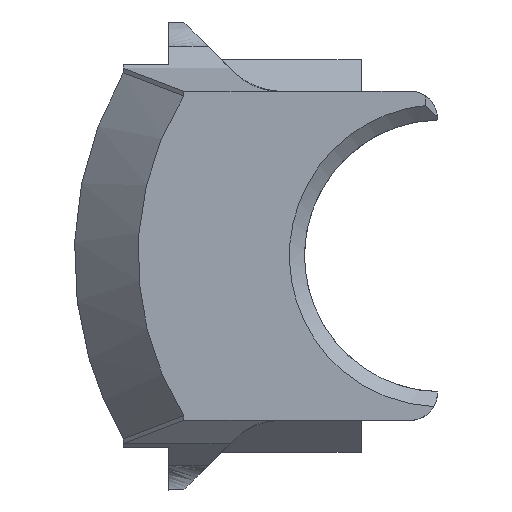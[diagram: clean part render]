
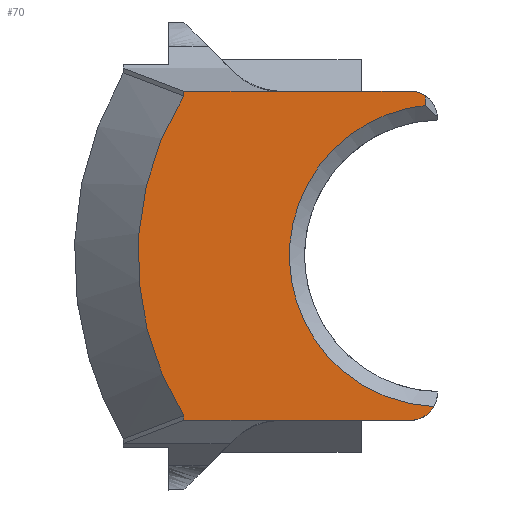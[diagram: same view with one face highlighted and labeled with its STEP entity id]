
A CAD part, top view. The second image highlights one B-rep face of the part: STEP entity #70.
In plain terms, the highlighted planar face has unit normal (0, 0, 1).
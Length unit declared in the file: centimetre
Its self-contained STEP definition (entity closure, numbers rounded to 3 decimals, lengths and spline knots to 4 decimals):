
#70=ADVANCED_FACE('',(#122),#889,.T.);
#122=FACE_OUTER_BOUND('',#174,.T.);
#174=EDGE_LOOP('',(#428,#429,#430,#431,#432,#433,#434,#435,#436,#437,#438));
#428=ORIENTED_EDGE('',*,*,#501,.F.);
#429=ORIENTED_EDGE('',*,*,#557,.T.);
#430=ORIENTED_EDGE('',*,*,#531,.T.);
#431=ORIENTED_EDGE('',*,*,#534,.T.);
#432=ORIENTED_EDGE('',*,*,#553,.T.);
#433=ORIENTED_EDGE('',*,*,#570,.T.);
#434=ORIENTED_EDGE('',*,*,#588,.T.);
#435=ORIENTED_EDGE('',*,*,#579,.T.);
#436=ORIENTED_EDGE('',*,*,#478,.T.);
#437=ORIENTED_EDGE('',*,*,#598,.T.);
#438=ORIENTED_EDGE('',*,*,#599,.F.);
#478=EDGE_CURVE('',#764,#765,#609,.T.);
#501=EDGE_CURVE('',#785,#784,#684,.T.);
#531=EDGE_CURVE('',#806,#807,#625,.T.);
#534=EDGE_CURVE('',#807,#813,#705,.T.);
#553=EDGE_CURVE('',#813,#825,#641,.T.);
#557=EDGE_CURVE('',#785,#806,#645,.T.);
#570=EDGE_CURVE('',#825,#830,#718,.T.);
#579=EDGE_CURVE('',#833,#764,#724,.T.);
#588=EDGE_CURVE('',#830,#833,#732,.T.);
#598=EDGE_CURVE('',#765,#838,#740,.T.);
#599=EDGE_CURVE('',#784,#838,#741,.T.);
#609=(
BOUNDED_CURVE()
B_SPLINE_CURVE(2,(#1402,#1403,#1404,#1405,#1406),.UNSPECIFIED.,.F.,.F.)
B_SPLINE_CURVE_WITH_KNOTS((3,2,3),(24.2373,30.0756,35.9138),
 .UNSPECIFIED.)
CURVE()
GEOMETRIC_REPRESENTATION_ITEM()
RATIONAL_B_SPLINE_CURVE((1.,0.961,1.,0.961,1.))
REPRESENTATION_ITEM('')
);
#625=(
BOUNDED_CURVE()
B_SPLINE_CURVE(2,(#1615,#1616,#1617,#1618,#1619),.UNSPECIFIED.,.F.,.F.)
B_SPLINE_CURVE_WITH_KNOTS((3,2,3),(-46.6869,-31.698,
-16.7092),.UNSPECIFIED.)
CURVE()
GEOMETRIC_REPRESENTATION_ITEM()
RATIONAL_B_SPLINE_CURVE((1.,0.732,1.,0.732,1.))
REPRESENTATION_ITEM('')
);
#641=(
BOUNDED_CURVE()
B_SPLINE_CURVE(2,(#1730,#1731,#1732),.UNSPECIFIED.,.F.,.F.)
B_SPLINE_CURVE_WITH_KNOTS((3,3),(112.0934,113.3057),
 .UNSPECIFIED.)
CURVE()
GEOMETRIC_REPRESENTATION_ITEM()
RATIONAL_B_SPLINE_CURVE((1.,0.957,1.))
REPRESENTATION_ITEM('')
);
#645=(
BOUNDED_CURVE()
B_SPLINE_CURVE(2,(#1740,#1741,#1742),.UNSPECIFIED.,.F.,.F.)
B_SPLINE_CURVE_WITH_KNOTS((3,3),(88.6816,90.7895),
 .UNSPECIFIED.)
CURVE()
GEOMETRIC_REPRESENTATION_ITEM()
RATIONAL_B_SPLINE_CURVE((1.,0.865,1.))
REPRESENTATION_ITEM('')
);
#684=B_SPLINE_CURVE_WITH_KNOTS('',1,(#1502,#1503),.UNSPECIFIED.,.F.,.F.,
(2,2),(-179.5441,-170.8009),.UNSPECIFIED.);
#705=B_SPLINE_CURVE_WITH_KNOTS('',3,(#1629,#1630,#1631,#1632),
 .UNSPECIFIED.,.F.,.F.,(4,4),(211.6296,212.2764),
 .UNSPECIFIED.);
#718=B_SPLINE_CURVE_WITH_KNOTS('',1,(#1774,#1775),.UNSPECIFIED.,.F.,.F.,
(2,2),(-15.,-6.2569),.UNSPECIFIED.);
#724=B_SPLINE_CURVE_WITH_KNOTS('',1,(#1805,#1806),.UNSPECIFIED.,.F.,.F.,
(2,2),(234.0224,234.3274),.UNSPECIFIED.);
#732=B_SPLINE_CURVE_WITH_KNOTS('',1,(#1832,#1833),.UNSPECIFIED.,.F.,.F.,
(2,2),(-6.2569,0.),.UNSPECIFIED.);
#740=B_SPLINE_CURVE_WITH_KNOTS('',1,(#1866,#1867),.UNSPECIFIED.,.F.,.F.,
(2,2),(157.9057,158.2108),.UNSPECIFIED.);
#741=B_SPLINE_CURVE_WITH_KNOTS('',1,(#1868,#1869),.UNSPECIFIED.,.F.,.F.,
(2,2),(-6.2569,0.),.UNSPECIFIED.);
#764=VERTEX_POINT('',#1289);
#765=VERTEX_POINT('',#1290);
#784=VERTEX_POINT('',#1309);
#785=VERTEX_POINT('',#1310);
#806=VERTEX_POINT('',#1331);
#807=VERTEX_POINT('',#1332);
#813=VERTEX_POINT('',#1338);
#825=VERTEX_POINT('',#1350);
#830=VERTEX_POINT('',#1355);
#833=VERTEX_POINT('',#1358);
#838=VERTEX_POINT('',#1363);
#889=PLANE('',#930);
#930=AXIS2_PLACEMENT_3D('',#1248,#954,$);
#954=DIRECTION('',(0.,0.,1.));
#1248=CARTESIAN_POINT('',(-20.2273,2.19,11.));
#1289=CARTESIAN_POINT('',(-17.,28.595,11.));
#1290=CARTESIAN_POINT('',(-17.,7.405,11.));
#1309=CARTESIAN_POINT('',(-10.7431,7.1,11.));
#1310=CARTESIAN_POINT('',(-2.,7.1,11.));
#1331=CARTESIAN_POINT('',(-0.4357,8.0095,11.));
#1332=CARTESIAN_POINT('',(-1.,27.9499,11.));
#1338=CARTESIAN_POINT('',(-1.,28.5967,11.));
#1350=CARTESIAN_POINT('',(-2.,28.9,11.));
#1355=CARTESIAN_POINT('',(-10.7431,28.9,11.));
#1358=CARTESIAN_POINT('',(-17.,28.9,11.));
#1363=CARTESIAN_POINT('',(-17.,7.1,11.));
#1402=CARTESIAN_POINT('',(-17.,28.595,11.));
#1403=CARTESIAN_POINT('',(-20.0313,23.7311,11.));
#1404=CARTESIAN_POINT('',(-20.0313,18.,11.));
#1405=CARTESIAN_POINT('',(-20.0313,12.2689,11.));
#1406=CARTESIAN_POINT('',(-17.,7.405,11.));
#1502=CARTESIAN_POINT('',(-2.,7.1,11.));
#1503=CARTESIAN_POINT('',(-10.7431,7.1,11.));
#1615=CARTESIAN_POINT('',(-0.4357,8.0095,11.));
#1616=CARTESIAN_POINT('',(-9.7328,8.415,11.));
#1617=CARTESIAN_POINT('',(-9.996,17.7171,11.));
#1618=CARTESIAN_POINT('',(-10.2592,27.0193,11.));
#1619=CARTESIAN_POINT('',(-1.,27.9499,11.));
#1629=CARTESIAN_POINT('',(-1.,27.9499,11.));
#1630=CARTESIAN_POINT('',(-1.,28.1655,11.));
#1631=CARTESIAN_POINT('',(-1.,28.3811,11.));
#1632=CARTESIAN_POINT('',(-1.,28.5967,11.));
#1730=CARTESIAN_POINT('',(-1.,28.5967,11.));
#1731=CARTESIAN_POINT('',(-1.454,28.9,11.));
#1732=CARTESIAN_POINT('',(-2.,28.9,11.));
#1740=CARTESIAN_POINT('',(-2.,7.1,11.));
#1741=CARTESIAN_POINT('',(-0.9535,7.1,11.));
#1742=CARTESIAN_POINT('',(-0.4357,8.0095,11.));
#1774=CARTESIAN_POINT('',(-2.,28.9,11.));
#1775=CARTESIAN_POINT('',(-10.7431,28.9,11.));
#1805=CARTESIAN_POINT('',(-17.,28.9,11.));
#1806=CARTESIAN_POINT('',(-17.,28.595,11.));
#1832=CARTESIAN_POINT('',(-10.7431,28.9,11.));
#1833=CARTESIAN_POINT('',(-17.,28.9,11.));
#1866=CARTESIAN_POINT('',(-17.,7.405,11.));
#1867=CARTESIAN_POINT('',(-17.,7.1,11.));
#1868=CARTESIAN_POINT('',(-10.7431,7.1,11.));
#1869=CARTESIAN_POINT('',(-17.,7.1,11.));
